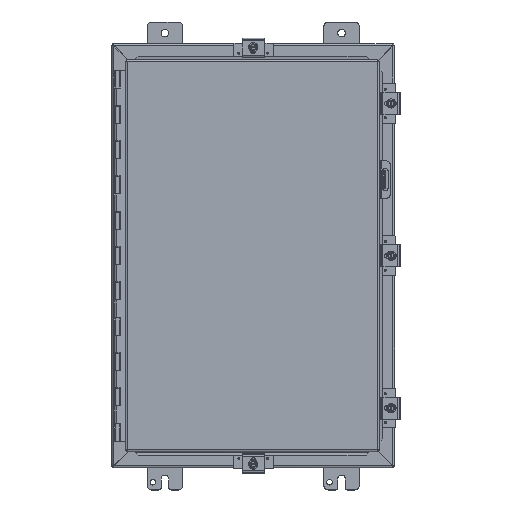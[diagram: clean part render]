
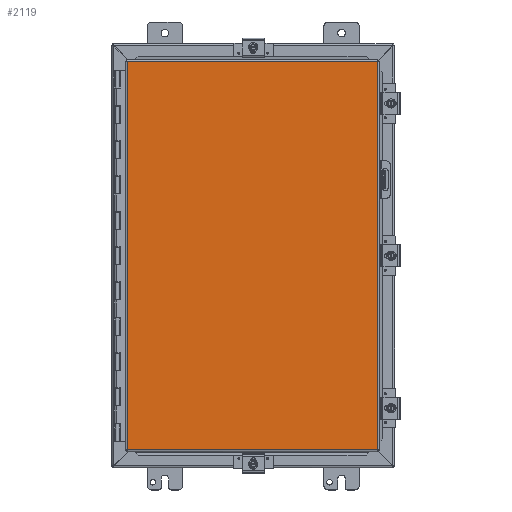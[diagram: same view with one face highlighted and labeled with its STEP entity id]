
A CAD part, top view. The second image highlights one B-rep face of the part: STEP entity #2119.
In plain terms, the highlighted face is planar.
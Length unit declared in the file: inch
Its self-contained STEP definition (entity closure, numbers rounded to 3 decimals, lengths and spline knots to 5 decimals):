
#240 = VECTOR ( 'NONE', #23075, 39.37008 ) ;
#2119 = ADVANCED_FACE ( 'NONE', ( #47977 ), #3949, .F. ) ;
#3282 = DIRECTION ( 'NONE',  ( 1., 0., 0. ) ) ;
#3329 = DIRECTION ( 'NONE',  ( 0., 0., 1. ) ) ;
#3385 = CARTESIAN_POINT ( 'NONE',  ( 0., 0., 0. ) ) ;
#3949 = PLANE ( 'NONE',  #7164 ) ;
#5205 = VECTOR ( 'NONE', #47094, 39.37008 ) ;
#5957 = EDGE_LOOP ( 'NONE', ( #47999, #39948, #27301, #7431 ) ) ;
#7164 = AXIS2_PLACEMENT_3D ( 'NONE', #3385, #3329, #3282 ) ;
#7431 = ORIENTED_EDGE ( 'NONE', *, *, #29914, .T. ) ;
#7901 = VERTEX_POINT ( 'NONE', #12307 ) ;
#8334 = CARTESIAN_POINT ( 'NONE',  ( -7.08225, -10.9885, 0. ) ) ;
#9606 = CARTESIAN_POINT ( 'NONE',  ( 7.08225, -10.9885, 0. ) ) ;
#12307 = CARTESIAN_POINT ( 'NONE',  ( 7.08225, 10.9885, 0. ) ) ;
#14044 = CARTESIAN_POINT ( 'NONE',  ( 7.08225, 10.9885, 0. ) ) ;
#14193 = DIRECTION ( 'NONE',  ( 0., 1., 0. ) ) ;
#15456 = CARTESIAN_POINT ( 'NONE',  ( 7.08225, -10.9885, 0. ) ) ;
#17834 = EDGE_CURVE ( 'NONE', #35848, #7901, #25418, .T. ) ;
#18055 = LINE ( 'NONE', #40641, #47058 ) ;
#20649 = CARTESIAN_POINT ( 'NONE',  ( -7.08225, 10.9885, 0. ) ) ;
#21604 = VERTEX_POINT ( 'NONE', #9606 ) ;
#23075 = DIRECTION ( 'NONE',  ( -1., 0., 0. ) ) ;
#25418 = LINE ( 'NONE', #20649, #5205 ) ;
#27301 = ORIENTED_EDGE ( 'NONE', *, *, #34586, .T. ) ;
#29821 = VECTOR ( 'NONE', #48120, 39.37008 ) ;
#29914 = EDGE_CURVE ( 'NONE', #21604, #39521, #40577, .T. ) ;
#34586 = EDGE_CURVE ( 'NONE', #7901, #21604, #44648, .T. ) ;
#34743 = CARTESIAN_POINT ( 'NONE',  ( -7.08225, 10.9885, 0. ) ) ;
#35848 = VERTEX_POINT ( 'NONE', #34743 ) ;
#39521 = VERTEX_POINT ( 'NONE', #8334 ) ;
#39948 = ORIENTED_EDGE ( 'NONE', *, *, #17834, .T. ) ;
#40577 = LINE ( 'NONE', #15456, #240 ) ;
#40641 = CARTESIAN_POINT ( 'NONE',  ( -7.08225, -10.9885, 0. ) ) ;
#41222 = EDGE_CURVE ( 'NONE', #39521, #35848, #18055, .T. ) ;
#44648 = LINE ( 'NONE', #14044, #29821 ) ;
#47058 = VECTOR ( 'NONE', #14193, 39.37008 ) ;
#47094 = DIRECTION ( 'NONE',  ( 1., 0., 0. ) ) ;
#47977 = FACE_OUTER_BOUND ( 'NONE', #5957, .T. ) ;
#47999 = ORIENTED_EDGE ( 'NONE', *, *, #41222, .T. ) ;
#48120 = DIRECTION ( 'NONE',  ( 0., -1., 0. ) ) ;
